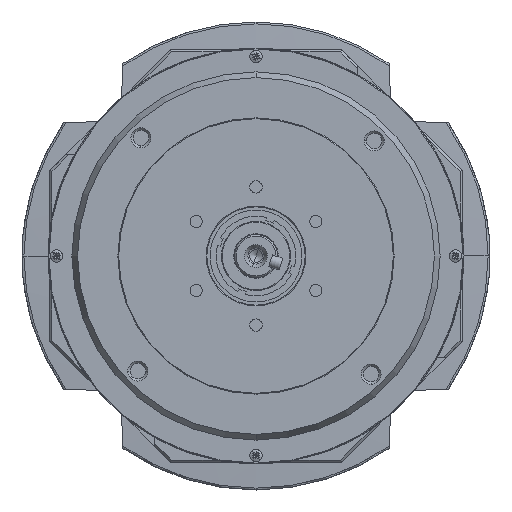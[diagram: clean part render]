
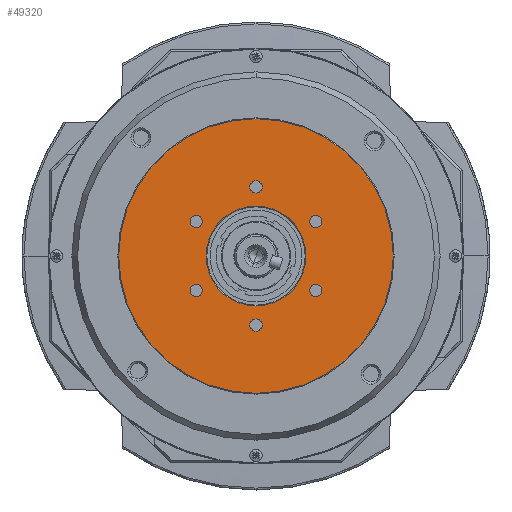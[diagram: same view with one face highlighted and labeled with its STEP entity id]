
A CAD part, left-side view. The second image highlights one B-rep face of the part: STEP entity #49320.
In plain terms, the highlighted planar face has unit normal (-1, 0, 0).
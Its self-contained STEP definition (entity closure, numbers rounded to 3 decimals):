
#3635=CARTESIAN_POINT('',(-16.,36.971,25.964));
#3636=VERTEX_POINT('',#3635);
#3652=CARTESIAN_POINT('',(-16.,40.971,19.036));
#3653=VERTEX_POINT('',#3652);
#3660=CARTESIAN_POINT('',(-16.,38.971,22.5));
#3661=DIRECTION('',(1.0,0.,0.));
#3662=DIRECTION('',(0.,-0.5,0.866));
#3663=AXIS2_PLACEMENT_3D('',#3660,#3661,#3662);
#3664=CIRCLE('',#3663,4.0);
#3665=EDGE_CURVE('',#3636,#3653,#3664,.T.);
#3698=CARTESIAN_POINT('',(-16.,40.971,-19.036));
#3699=VERTEX_POINT('',#3698);
#3715=CARTESIAN_POINT('',(-16.,36.971,-25.964));
#3716=VERTEX_POINT('',#3715);
#3723=CARTESIAN_POINT('',(-16.,38.971,-22.5));
#3724=DIRECTION('',(1.,0.,0.));
#3725=DIRECTION('',(0.,0.5,0.866));
#3726=AXIS2_PLACEMENT_3D('',#3723,#3724,#3725);
#3727=CIRCLE('',#3726,4.0);
#3728=EDGE_CURVE('',#3699,#3716,#3727,.T.);
#3761=CARTESIAN_POINT('',(-16.,4.,-45.));
#3762=VERTEX_POINT('',#3761);
#3778=CARTESIAN_POINT('',(-16.,-4.,-45.));
#3779=VERTEX_POINT('',#3778);
#3786=CARTESIAN_POINT('',(-16.,0.,-45.));
#3787=DIRECTION('',(1.0,0.0,0.0));
#3788=DIRECTION('',(0.0,1.0,0.0));
#3789=AXIS2_PLACEMENT_3D('',#3786,#3787,#3788);
#3790=CIRCLE('',#3789,4.);
#3791=EDGE_CURVE('',#3762,#3779,#3790,.T.);
#3824=CARTESIAN_POINT('',(-16.,-36.971,-25.964));
#3825=VERTEX_POINT('',#3824);
#3841=CARTESIAN_POINT('',(-16.,-40.971,-19.036));
#3842=VERTEX_POINT('',#3841);
#3849=CARTESIAN_POINT('',(-16.,-38.971,-22.5));
#3850=DIRECTION('',(1.0,0.,0.));
#3851=DIRECTION('',(0.,0.5,-0.866));
#3852=AXIS2_PLACEMENT_3D('',#3849,#3850,#3851);
#3853=CIRCLE('',#3852,4.0);
#3854=EDGE_CURVE('',#3825,#3842,#3853,.T.);
#3887=CARTESIAN_POINT('',(-16.,-40.971,19.036));
#3888=VERTEX_POINT('',#3887);
#3904=CARTESIAN_POINT('',(-16.,-36.971,25.964));
#3905=VERTEX_POINT('',#3904);
#3912=CARTESIAN_POINT('',(-16.,-38.971,22.5));
#3913=DIRECTION('',(1.,0.,0.));
#3914=DIRECTION('',(0.,-0.5,-0.866));
#3915=AXIS2_PLACEMENT_3D('',#3912,#3913,#3914);
#3916=CIRCLE('',#3915,4.0);
#3917=EDGE_CURVE('',#3888,#3905,#3916,.T.);
#3950=CARTESIAN_POINT('',(-16.,-4.,45.));
#3951=VERTEX_POINT('',#3950);
#3967=CARTESIAN_POINT('',(-16.,4.,45.));
#3968=VERTEX_POINT('',#3967);
#3975=CARTESIAN_POINT('',(-16.,0.,45.));
#3976=DIRECTION('',(1.0,0.0,0.0));
#3977=DIRECTION('',(0.0,-1.0,0.0));
#3978=AXIS2_PLACEMENT_3D('',#3975,#3976,#3977);
#3979=CIRCLE('',#3978,4.0);
#3980=EDGE_CURVE('',#3951,#3968,#3979,.T.);
#4468=CARTESIAN_POINT('',(-16.,-32.5,0.));
#4469=VERTEX_POINT('',#4468);
#4485=CARTESIAN_POINT('',(-16.,32.5,0.));
#4486=VERTEX_POINT('',#4485);
#4493=CARTESIAN_POINT('',(-16.,0.,0.));
#4494=DIRECTION('',(-1.0,0.0,0.0));
#4495=DIRECTION('',(0.0,-1.0,0.0));
#4496=AXIS2_PLACEMENT_3D('',#4493,#4494,#4495);
#4497=CIRCLE('',#4496,32.5);
#4498=EDGE_CURVE('',#4486,#4469,#4497,.T.);
#4698=CARTESIAN_POINT('',(-16.,89.5,0.));
#4699=VERTEX_POINT('',#4698);
#4708=CARTESIAN_POINT('',(-16.,-89.5,0.));
#4709=VERTEX_POINT('',#4708);
#4710=CARTESIAN_POINT('',(-16.,0.,0.));
#4711=DIRECTION('',(1.0,0.0,0.0));
#4712=DIRECTION('',(0.0,1.0,0.0));
#4713=AXIS2_PLACEMENT_3D('',#4710,#4711,#4712);
#4714=CIRCLE('',#4713,89.5);
#4715=EDGE_CURVE('',#4699,#4709,#4714,.T.);
#49114=CARTESIAN_POINT('',(-16.,0.,0.));
#49115=DIRECTION('',(1.0,0.0,0.0));
#49116=DIRECTION('',(0.0,1.0,0.0));
#49117=AXIS2_PLACEMENT_3D('',#49114,#49115,#49116);
#49118=CIRCLE('',#49117,89.5);
#49119=EDGE_CURVE('',#4709,#4699,#49118,.T.);
#49241=CARTESIAN_POINT('',(-16.,0.,0.));
#49242=DIRECTION('',(1.0,0.0,0.0));
#49243=DIRECTION('',(0.0,1.0,0.0));
#49244=AXIS2_PLACEMENT_3D('',#49241,#49242,#49243);
#49245=PLANE('',#49244);
#49246=ORIENTED_EDGE('',*,*,#49119,.F.);
#49247=ORIENTED_EDGE('',*,*,#4715,.F.);
#49248=EDGE_LOOP('',(#49246,#49247));
#49249=FACE_OUTER_BOUND('',#49248,.T.);
#49250=ORIENTED_EDGE('',*,*,#3665,.T.);
#49251=CARTESIAN_POINT('',(-16.,38.971,22.5));
#49252=DIRECTION('',(1.0,0.,0.));
#49253=DIRECTION('',(0.,-0.5,0.866));
#49254=AXIS2_PLACEMENT_3D('',#49251,#49252,#49253);
#49255=CIRCLE('',#49254,4.0);
#49256=EDGE_CURVE('',#3653,#3636,#49255,.T.);
#49257=ORIENTED_EDGE('',*,*,#49256,.T.);
#49258=EDGE_LOOP('',(#49250,#49257));
#49259=FACE_BOUND('',#49258,.T.);
#49260=ORIENTED_EDGE('',*,*,#3728,.T.);
#49261=CARTESIAN_POINT('',(-16.,38.971,-22.5));
#49262=DIRECTION('',(1.,0.,0.));
#49263=DIRECTION('',(0.,0.5,0.866));
#49264=AXIS2_PLACEMENT_3D('',#49261,#49262,#49263);
#49265=CIRCLE('',#49264,4.0);
#49266=EDGE_CURVE('',#3716,#3699,#49265,.T.);
#49267=ORIENTED_EDGE('',*,*,#49266,.T.);
#49268=EDGE_LOOP('',(#49260,#49267));
#49269=FACE_BOUND('',#49268,.T.);
#49270=ORIENTED_EDGE('',*,*,#3791,.T.);
#49271=CARTESIAN_POINT('',(-16.,0.,-45.));
#49272=DIRECTION('',(1.0,0.0,0.0));
#49273=DIRECTION('',(0.0,1.0,0.0));
#49274=AXIS2_PLACEMENT_3D('',#49271,#49272,#49273);
#49275=CIRCLE('',#49274,4.);
#49276=EDGE_CURVE('',#3779,#3762,#49275,.T.);
#49277=ORIENTED_EDGE('',*,*,#49276,.T.);
#49278=EDGE_LOOP('',(#49270,#49277));
#49279=FACE_BOUND('',#49278,.T.);
#49280=ORIENTED_EDGE('',*,*,#3854,.T.);
#49281=CARTESIAN_POINT('',(-16.,-38.971,-22.5));
#49282=DIRECTION('',(1.0,0.,0.));
#49283=DIRECTION('',(0.,0.5,-0.866));
#49284=AXIS2_PLACEMENT_3D('',#49281,#49282,#49283);
#49285=CIRCLE('',#49284,4.0);
#49286=EDGE_CURVE('',#3842,#3825,#49285,.T.);
#49287=ORIENTED_EDGE('',*,*,#49286,.T.);
#49288=EDGE_LOOP('',(#49280,#49287));
#49289=FACE_BOUND('',#49288,.T.);
#49290=ORIENTED_EDGE('',*,*,#3917,.T.);
#49291=CARTESIAN_POINT('',(-16.,-38.971,22.5));
#49292=DIRECTION('',(1.,0.,0.));
#49293=DIRECTION('',(0.,-0.5,-0.866));
#49294=AXIS2_PLACEMENT_3D('',#49291,#49292,#49293);
#49295=CIRCLE('',#49294,4.0);
#49296=EDGE_CURVE('',#3905,#3888,#49295,.T.);
#49297=ORIENTED_EDGE('',*,*,#49296,.T.);
#49298=EDGE_LOOP('',(#49290,#49297));
#49299=FACE_BOUND('',#49298,.T.);
#49300=ORIENTED_EDGE('',*,*,#3980,.T.);
#49301=CARTESIAN_POINT('',(-16.,0.,45.));
#49302=DIRECTION('',(1.0,0.0,0.0));
#49303=DIRECTION('',(0.0,-1.0,0.0));
#49304=AXIS2_PLACEMENT_3D('',#49301,#49302,#49303);
#49305=CIRCLE('',#49304,4.0);
#49306=EDGE_CURVE('',#3968,#3951,#49305,.T.);
#49307=ORIENTED_EDGE('',*,*,#49306,.T.);
#49308=EDGE_LOOP('',(#49300,#49307));
#49309=FACE_BOUND('',#49308,.T.);
#49310=ORIENTED_EDGE('',*,*,#4498,.F.);
#49311=CARTESIAN_POINT('',(-16.,0.,0.));
#49312=DIRECTION('',(-1.0,0.0,0.0));
#49313=DIRECTION('',(0.0,-1.0,0.0));
#49314=AXIS2_PLACEMENT_3D('',#49311,#49312,#49313);
#49315=CIRCLE('',#49314,32.5);
#49316=EDGE_CURVE('',#4469,#4486,#49315,.T.);
#49317=ORIENTED_EDGE('',*,*,#49316,.F.);
#49318=EDGE_LOOP('',(#49310,#49317));
#49319=FACE_BOUND('',#49318,.T.);
#49320=ADVANCED_FACE('',(#49249,#49259,#49269,#49279,#49289,#49299,#49309,#49319),#49245,.F.);
